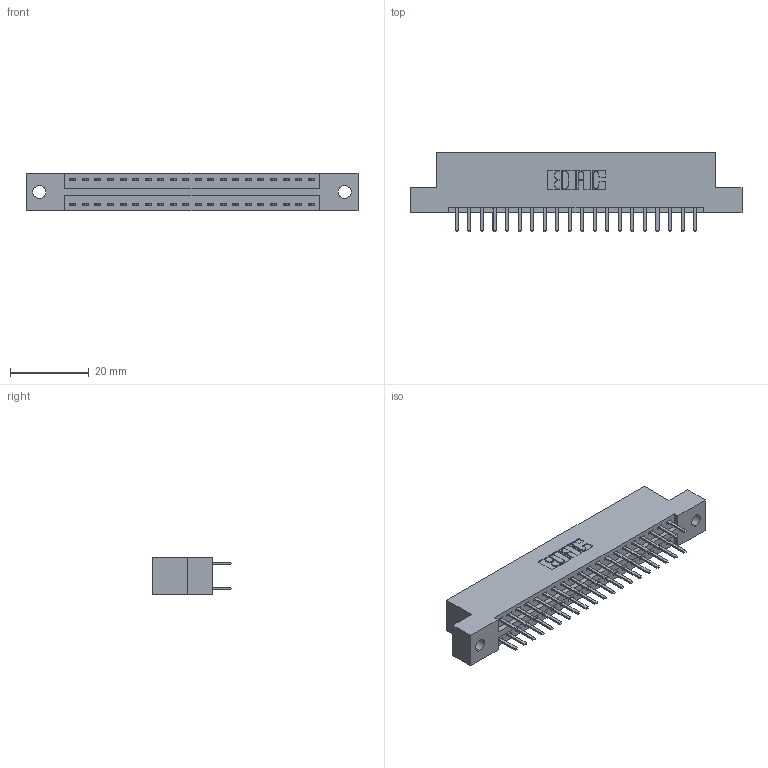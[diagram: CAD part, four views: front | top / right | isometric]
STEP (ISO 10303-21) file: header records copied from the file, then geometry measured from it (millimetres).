
FILE_DESCRIPTION (( 'STEP AP203' ), '1' );
FILE_NAME ('346-040-520-202.STEP', '2022-05-20T01:10:05', ( '' ), ( '' ), 'SwSTEP 2.0', 'SolidWorks 2020', '' );
FILE_SCHEMA (( 'CONFIG_CONTROL_DESIGN' ));
Length unit declared in the file: inch
Products named in the file (3): 346-040-520-202; 345-292-001_345-293-120; 346 Part_Flush Mounting Lugs - 0.128 Dia
Assembly tree (41 placements, depth 2):
  346-040-520-202
    346 Part_Flush Mounting Lugs - 0.128 Dia
    345-292-001_345-293-120  x40
Bounding box: 84.07 x 20.02 x 9.4 mm (x, y, z)
Volume: 7973.1 mm3; surface area: 10303.4 mm2
Topology: 41 solids, 41 shells, 2362 faces, 6849 edges, 4458 vertices
Faces by surface type: plane 1556, cylinder 806
Entity records: 16131 total; most frequent: CARTESIAN_POINT 2700, ORIENTED_EDGE 2622, DIRECTION 2419, EDGE_CURVE 1311, LINE 1095, VECTOR 1095, VERTEX_POINT 870, AXIS2_PLACEMENT_3D 662
